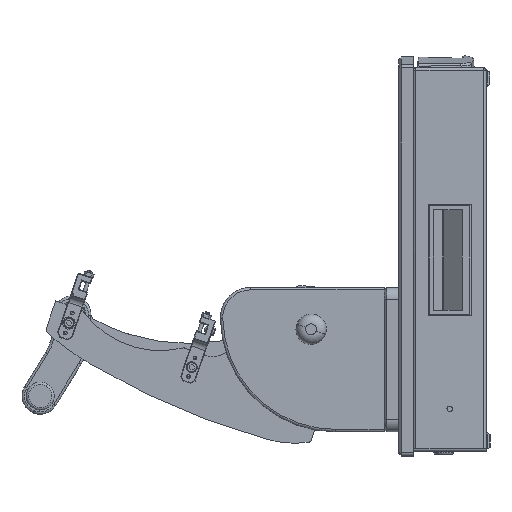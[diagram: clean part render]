
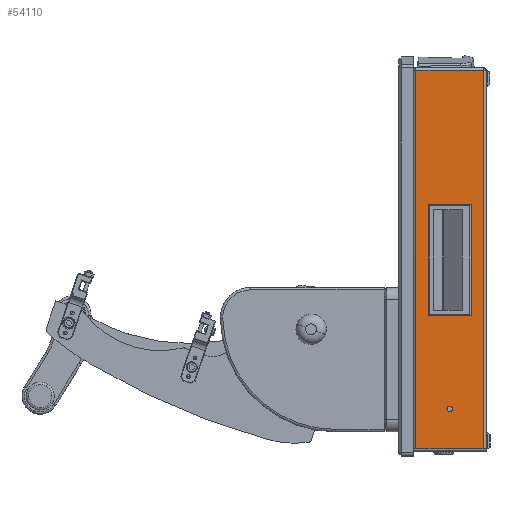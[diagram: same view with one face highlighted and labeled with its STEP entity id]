
A CAD part, left-side view. The second image highlights one B-rep face of the part: STEP entity #54110.
In plain terms, the highlighted face is planar.
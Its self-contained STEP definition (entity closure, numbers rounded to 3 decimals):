
#1339 = EDGE_CURVE ( 'NONE', #66709, #1511, #63946, .T. ) ;
#1511 = VERTEX_POINT ( 'NONE', #25435 ) ;
#1839 = CARTESIAN_POINT ( 'NONE',  ( 201.8, 0., 13.85 ) ) ;
#3527 = CARTESIAN_POINT ( 'NONE',  ( 201.8, 0., -13.85 ) ) ;
#3766 = LINE ( 'NONE', #55153, #34907 ) ;
#4077 = AXIS2_PLACEMENT_3D ( 'NONE', #57479, #40001, #39761 ) ;
#4663 = DIRECTION ( 'NONE',  ( 1., 0., 0. ) ) ;
#6971 = FACE_BOUND ( 'NONE', #52334, .T. ) ;
#7616 = CARTESIAN_POINT ( 'NONE',  ( 200.3, 0., -13.85 ) ) ;
#7801 = ORIENTED_EDGE ( 'NONE', *, *, #29818, .T. ) ;
#7871 = ORIENTED_EDGE ( 'NONE', *, *, #62847, .T. ) ;
#7932 = VERTEX_POINT ( 'NONE', #42744 ) ;
#8368 = VERTEX_POINT ( 'NONE', #67136 ) ;
#9175 = VERTEX_POINT ( 'NONE', #56380 ) ;
#9839 = AXIS2_PLACEMENT_3D ( 'NONE', #26229, #65838, #60374 ) ;
#10948 = VERTEX_POINT ( 'NONE', #65950 ) ;
#11420 = VECTOR ( 'NONE', #38646, 1000. ) ;
#11455 = VERTEX_POINT ( 'NONE', #37573 ) ;
#12626 = DIRECTION ( 'NONE',  ( 0., -1., 0. ) ) ;
#12734 = VECTOR ( 'NONE', #44009, 1000. ) ;
#13287 = CARTESIAN_POINT ( 'NONE',  ( 2.1, 0., -27.9 ) ) ;
#13584 = AXIS2_PLACEMENT_3D ( 'NONE', #50530, #28134, #68037 ) ;
#13958 = ORIENTED_EDGE ( 'NONE', *, *, #56089, .F. ) ;
#14070 = VERTEX_POINT ( 'NONE', #45686 ) ;
#14152 = VERTEX_POINT ( 'NONE', #46412 ) ;
#14228 = ORIENTED_EDGE ( 'NONE', *, *, #61635, .T. ) ;
#14385 = DIRECTION ( 'NONE',  ( 1., 0., 0. ) ) ;
#16215 = DIRECTION ( 'NONE',  ( 0., 0., -1. ) ) ;
#16219 = AXIS2_PLACEMENT_3D ( 'NONE', #32076, #20633, #37326 ) ;
#18509 = EDGE_CURVE ( 'NONE', #8368, #9175, #68040, .T. ) ;
#20211 = DIRECTION ( 'NONE',  ( 0., 0., 1. ) ) ;
#20633 = DIRECTION ( 'NONE',  ( 0., -1., 0. ) ) ;
#21216 = VECTOR ( 'NONE', #31841, 1000. ) ;
#22048 = CARTESIAN_POINT ( 'NONE',  ( 2.1, 0., 27.9 ) ) ;
#23977 = VECTOR ( 'NONE', #53133, 1000. ) ;
#25402 = CARTESIAN_POINT ( 'NONE',  ( 115.7, 0., 15.35 ) ) ;
#25435 = CARTESIAN_POINT ( 'NONE',  ( 281., 0., -2.25 ) ) ;
#25475 = CARTESIAN_POINT ( 'NONE',  ( 281., 0., 0. ) ) ;
#26229 = CARTESIAN_POINT ( 'NONE',  ( 115.7, 0., -13.85 ) ) ;
#27218 = VERTEX_POINT ( 'NONE', #31402 ) ;
#27246 = DIRECTION ( 'NONE',  ( 0., 0., -1. ) ) ;
#27275 = EDGE_CURVE ( 'NONE', #9175, #65173, #32771, .T. ) ;
#28134 = DIRECTION ( 'NONE',  ( 0., 1., 0. ) ) ;
#28628 = VECTOR ( 'NONE', #70913, 1000. ) ;
#29818 = EDGE_CURVE ( 'NONE', #65173, #73177, #33087, .T. ) ;
#31402 = CARTESIAN_POINT ( 'NONE',  ( 115.7, 0., 15.35 ) ) ;
#31841 = DIRECTION ( 'NONE',  ( -1., 0., 0. ) ) ;
#32076 = CARTESIAN_POINT ( 'NONE',  ( 115.7, 0., 13.85 ) ) ;
#32771 = LINE ( 'NONE', #3527, #11420 ) ;
#33087 = CIRCLE ( 'NONE', #4077, 1.5 ) ;
#33676 = ORIENTED_EDGE ( 'NONE', *, *, #50141, .T. ) ;
#34907 = VECTOR ( 'NONE', #27246, 1000. ) ;
#36515 = EDGE_CURVE ( 'NONE', #1511, #66709, #58947, .T. ) ;
#37326 = DIRECTION ( 'NONE',  ( 0., 0., 1. ) ) ;
#37373 = ORIENTED_EDGE ( 'NONE', *, *, #73715, .T. ) ;
#37573 = CARTESIAN_POINT ( 'NONE',  ( 114.2, 0., -13.85 ) ) ;
#38646 = DIRECTION ( 'NONE',  ( 0., 0., 1. ) ) ;
#39117 = PLANE ( 'NONE',  #51788 ) ;
#39152 = LINE ( 'NONE', #13287, #23977 ) ;
#39379 = VERTEX_POINT ( 'NONE', #54867 ) ;
#39761 = DIRECTION ( 'NONE',  ( 0., 0., 1. ) ) ;
#39837 = CARTESIAN_POINT ( 'NONE',  ( 0., 0., 30. ) ) ;
#39875 = FACE_OUTER_BOUND ( 'NONE', #44567, .T. ) ;
#39917 = CARTESIAN_POINT ( 'NONE',  ( 114.2, 0., 13.85 ) ) ;
#40001 = DIRECTION ( 'NONE',  ( 0., -1., 0. ) ) ;
#40071 = ORIENTED_EDGE ( 'NONE', *, *, #70270, .T. ) ;
#41971 = DIRECTION ( 'NONE',  ( 0., 0., -1. ) ) ;
#42724 = CARTESIAN_POINT ( 'NONE',  ( 313.9, 0., 30. ) ) ;
#42744 = CARTESIAN_POINT ( 'NONE',  ( 2.1, 0., -27.9 ) ) ;
#44009 = DIRECTION ( 'NONE',  ( 0., 0., -1. ) ) ;
#44567 = EDGE_LOOP ( 'NONE', ( #55930, #13958, #7871, #37373 ) ) ;
#45321 = LINE ( 'NONE', #22048, #47085 ) ;
#45598 = EDGE_CURVE ( 'NONE', #7932, #14152, #39152, .T. ) ;
#45686 = CARTESIAN_POINT ( 'NONE',  ( 313.9, 0., 27.9 ) ) ;
#46412 = CARTESIAN_POINT ( 'NONE',  ( 313.9, 0., -27.9 ) ) ;
#47085 = VECTOR ( 'NONE', #4663, 1000. ) ;
#47220 = ORIENTED_EDGE ( 'NONE', *, *, #57453, .T. ) ;
#49120 = LINE ( 'NONE', #42724, #28628 ) ;
#50141 = EDGE_CURVE ( 'NONE', #11455, #39379, #60740, .T. ) ;
#50530 = CARTESIAN_POINT ( 'NONE',  ( 281., 0., 0. ) ) ;
#51225 = VECTOR ( 'NONE', #14385, 1000. ) ;
#51495 = LINE ( 'NONE', #25402, #21216 ) ;
#51788 = AXIS2_PLACEMENT_3D ( 'NONE', #39837, #56335, #16215 ) ;
#52334 = EDGE_LOOP ( 'NONE', ( #73114, #7801, #55349, #47220, #14228, #33676, #40071, #54984 ) ) ;
#53133 = DIRECTION ( 'NONE',  ( 1., 0., 0. ) ) ;
#54110 = ADVANCED_FACE ( 'NONE', ( #6971, #39875, #73809 ), #39117, .F. ) ;
#54392 = DIRECTION ( 'NONE',  ( 0., 1., 0. ) ) ;
#54536 = CARTESIAN_POINT ( 'NONE',  ( 200.3, 0., 15.35 ) ) ;
#54867 = CARTESIAN_POINT ( 'NONE',  ( 115.7, 0., -15.35 ) ) ;
#54984 = ORIENTED_EDGE ( 'NONE', *, *, #18509, .T. ) ;
#55153 = CARTESIAN_POINT ( 'NONE',  ( 114.2, 0., -13.85 ) ) ;
#55349 = ORIENTED_EDGE ( 'NONE', *, *, #68834, .T. ) ;
#55542 = ORIENTED_EDGE ( 'NONE', *, *, #36515, .F. ) ;
#55930 = ORIENTED_EDGE ( 'NONE', *, *, #45598, .F. ) ;
#56089 = EDGE_CURVE ( 'NONE', #10948, #7932, #58179, .T. ) ;
#56335 = DIRECTION ( 'NONE',  ( 0., -1., 0. ) ) ;
#56380 = CARTESIAN_POINT ( 'NONE',  ( 201.8, 0., -13.85 ) ) ;
#57453 = EDGE_CURVE ( 'NONE', #27218, #73924, #65967, .T. ) ;
#57479 = CARTESIAN_POINT ( 'NONE',  ( 200.3, 0., 13.85 ) ) ;
#58179 = LINE ( 'NONE', #73456, #12734 ) ;
#58947 = CIRCLE ( 'NONE', #13584, 2.25 ) ;
#59259 = LINE ( 'NONE', #71931, #51225 ) ;
#60374 = DIRECTION ( 'NONE',  ( 0., 0., 1. ) ) ;
#60740 = CIRCLE ( 'NONE', #9839, 1.5 ) ;
#60940 = AXIS2_PLACEMENT_3D ( 'NONE', #7616, #12626, #41971 ) ;
#60943 = CARTESIAN_POINT ( 'NONE',  ( 281., 0., 2.25 ) ) ;
#61635 = EDGE_CURVE ( 'NONE', #73924, #11455, #3766, .T. ) ;
#62847 = EDGE_CURVE ( 'NONE', #10948, #14070, #45321, .T. ) ;
#63946 = CIRCLE ( 'NONE', #70999, 2.25 ) ;
#65173 = VERTEX_POINT ( 'NONE', #1839 ) ;
#65838 = DIRECTION ( 'NONE',  ( 0., -1., 0. ) ) ;
#65950 = CARTESIAN_POINT ( 'NONE',  ( 2.1, 0., 27.9 ) ) ;
#65967 = CIRCLE ( 'NONE', #16219, 1.5 ) ;
#66709 = VERTEX_POINT ( 'NONE', #60943 ) ;
#67136 = CARTESIAN_POINT ( 'NONE',  ( 200.3, 0., -15.35 ) ) ;
#68037 = DIRECTION ( 'NONE',  ( 0., 0., 1. ) ) ;
#68040 = CIRCLE ( 'NONE', #60940, 1.5 ) ;
#68834 = EDGE_CURVE ( 'NONE', #73177, #27218, #51495, .T. ) ;
#69075 = EDGE_LOOP ( 'NONE', ( #71517, #55542 ) ) ;
#70270 = EDGE_CURVE ( 'NONE', #39379, #8368, #59259, .T. ) ;
#70913 = DIRECTION ( 'NONE',  ( 0., 0., -1. ) ) ;
#70999 = AXIS2_PLACEMENT_3D ( 'NONE', #25475, #54392, #20211 ) ;
#71517 = ORIENTED_EDGE ( 'NONE', *, *, #1339, .F. ) ;
#71931 = CARTESIAN_POINT ( 'NONE',  ( 115.7, 0., -15.35 ) ) ;
#73114 = ORIENTED_EDGE ( 'NONE', *, *, #27275, .T. ) ;
#73177 = VERTEX_POINT ( 'NONE', #54536 ) ;
#73456 = CARTESIAN_POINT ( 'NONE',  ( 2.1, 0., 30. ) ) ;
#73715 = EDGE_CURVE ( 'NONE', #14070, #14152, #49120, .T. ) ;
#73809 = FACE_BOUND ( 'NONE', #69075, .T. ) ;
#73924 = VERTEX_POINT ( 'NONE', #39917 ) ;
